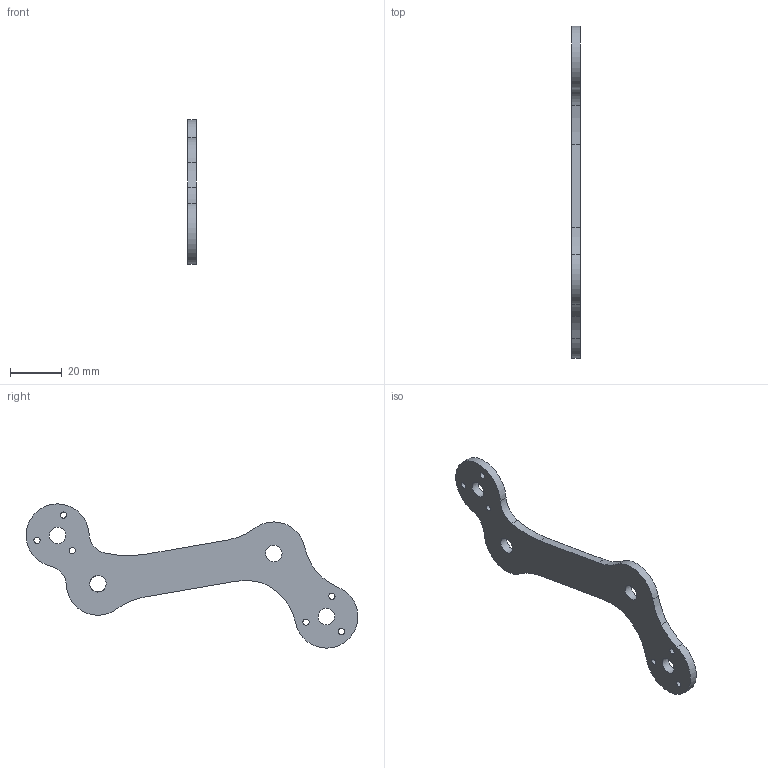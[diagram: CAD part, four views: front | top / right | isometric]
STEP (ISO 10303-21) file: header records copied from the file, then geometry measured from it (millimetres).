
FILE_DESCRIPTION(/* description */ ('STEP AP214'),/* implementation_level */ '2;1');
FILE_NAME(/* name */ '62525c49ecdeb77adb8bb1dc',/* time_stamp */ '2022-04-10T04:25:45+00:00',/* author */ (''),/* organization */ (''),/* preprocessor_version */ 'ST-DEVELOPER v18.101',/* originating_system */ ' ',/* authorisation */ ' ');
FILE_SCHEMA (('AUTOMOTIVE_DESIGN {1 0 10303 214 3 1 1}'));
Length unit declared in the file: metre
Products named in the file (1): Frame Part
Bounding box: 3.17 x 127.72 x 55.52 mm (x, y, z)
Volume: 8472.4 mm3; surface area: 6793.2 mm2
Topology: 1 solids, 1 shells, 28 faces, 86 edges, 60 vertices
Faces by surface type: cylinder 24, plane 4
Full cylindrical faces by diameter (mm): 2.381 x6, 6.35 x4
Entity records: 950 total; most frequent: DIRECTION 174, CARTESIAN_POINT 149, ORIENTED_EDGE 136, AXIS2_PLACEMENT_3D 77, EDGE_CURVE 68, EDGE_LOOP 58, FACE_BOUND 58, VERTEX_POINT 52
